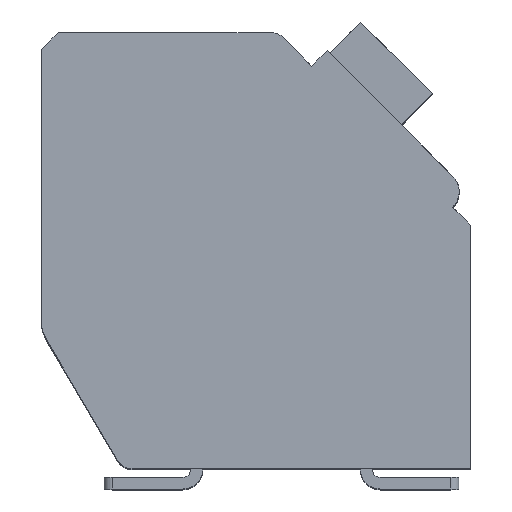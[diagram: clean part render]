
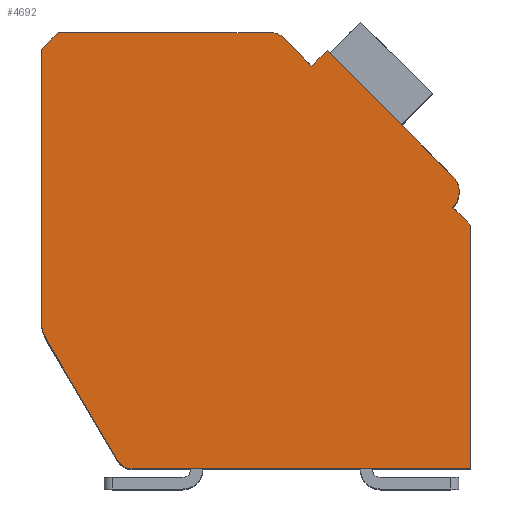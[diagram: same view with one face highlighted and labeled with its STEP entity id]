
A CAD part, top view. The second image highlights one B-rep face of the part: STEP entity #4692.
In plain terms, the highlighted planar face has unit normal (0, 0, 1).
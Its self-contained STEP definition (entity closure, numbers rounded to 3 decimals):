
#155=DIRECTION('',(0.,-1.,0.));
#156=VECTOR('',#155,8.053);
#157=CARTESIAN_POINT('',(-12.7,12.4,2.1));
#158=LINE('',#157,#156);
#159=DIRECTION('',(-0.707,-0.707,0.));
#160=VECTOR('',#159,0.707);
#161=CARTESIAN_POINT('',(-12.2,12.9,2.1));
#162=LINE('',#161,#160);
#163=DIRECTION('',(-1.,0.,0.));
#164=VECTOR('',#163,6.298);
#165=CARTESIAN_POINT('',(-5.902,12.9,2.1));
#166=LINE('',#165,#164);
#167=CARTESIAN_POINT('',(-5.902,12.4,2.1));
#168=DIRECTION('',(0.,0.,1.));
#169=DIRECTION('',(0.707,0.707,0.));
#170=AXIS2_PLACEMENT_3D('',#167,#168,#169);
#172=DIRECTION('',(-0.707,0.707,0.));
#173=VECTOR('',#172,1.197);
#174=CARTESIAN_POINT('',(-4.702,11.907,2.1));
#175=LINE('',#174,#173);
#176=DIRECTION('',(-0.707,-0.707,0.));
#177=VECTOR('',#176,0.65);
#178=CARTESIAN_POINT('',(-4.243,12.367,2.1));
#179=LINE('',#178,#177);
#180=DIRECTION('',(-0.707,0.707,0.));
#181=VECTOR('',#180,5.25);
#182=CARTESIAN_POINT('',(-0.53,8.655,2.1));
#183=LINE('',#182,#181);
#184=CARTESIAN_POINT('',(-0.99,8.195,2.1));
#185=DIRECTION('',(0.,0.,1.));
#186=DIRECTION('',(0.707,-0.707,0.));
#187=AXIS2_PLACEMENT_3D('',#184,#185,#186);
#189=DIRECTION('',(-0.707,0.707,0.));
#190=VECTOR('',#189,0.75);
#191=CARTESIAN_POINT('',(0.,7.205,2.1));
#192=LINE('',#191,#190);
#193=DIRECTION('',(0.,1.,0.));
#194=VECTOR('',#193,7.205);
#195=CARTESIAN_POINT('',(0.,0.,2.1));
#196=LINE('',#195,#194);
#197=DIRECTION('',(1.,0.,0.));
#198=VECTOR('',#197,10.014);
#199=CARTESIAN_POINT('',(-10.014,0.,2.1));
#200=LINE('',#199,#198);
#201=CARTESIAN_POINT('',(-10.014,0.5,2.1));
#202=DIRECTION('',(0.,0.,1.));
#203=DIRECTION('',(-0.862,-0.508,0.));
#204=AXIS2_PLACEMENT_3D('',#201,#202,#203);
#206=DIRECTION('',(0.508,-0.862,0.));
#207=VECTOR('',#206,4.17);
#208=CARTESIAN_POINT('',(-12.562,3.839,2.1));
#209=LINE('',#208,#207);
#210=CARTESIAN_POINT('',(-11.7,4.347,2.1));
#211=DIRECTION('',(0.,0.,1.));
#212=DIRECTION('',(-1.,0.,0.));
#213=AXIS2_PLACEMENT_3D('',#210,#211,#212);
#3488=CARTESIAN_POINT('',(-12.7,12.4,2.1));
#3489=CARTESIAN_POINT('',(-12.7,4.347,2.1));
#3490=VERTEX_POINT('',#3488);
#3491=VERTEX_POINT('',#3489);
#3492=CARTESIAN_POINT('',(-12.562,3.839,2.1));
#3493=VERTEX_POINT('',#3492);
#3494=CARTESIAN_POINT('',(-10.445,0.246,2.1));
#3495=VERTEX_POINT('',#3494);
#3496=CARTESIAN_POINT('',(-10.014,0.,2.1));
#3497=VERTEX_POINT('',#3496);
#3498=CARTESIAN_POINT('',(0.,0.,2.1));
#3499=VERTEX_POINT('',#3498);
#3500=CARTESIAN_POINT('',(0.,7.205,2.1));
#3501=VERTEX_POINT('',#3500);
#3502=CARTESIAN_POINT('',(-0.53,7.735,2.1));
#3503=VERTEX_POINT('',#3502);
#3504=CARTESIAN_POINT('',(-0.53,8.655,2.1));
#3505=VERTEX_POINT('',#3504);
#3506=CARTESIAN_POINT('',(-4.243,12.367,2.1));
#3507=VERTEX_POINT('',#3506);
#3508=CARTESIAN_POINT('',(-4.702,11.907,2.1));
#3509=VERTEX_POINT('',#3508);
#3510=CARTESIAN_POINT('',(-5.548,12.754,2.1));
#3511=VERTEX_POINT('',#3510);
#3512=CARTESIAN_POINT('',(-5.902,12.9,2.1));
#3513=VERTEX_POINT('',#3512);
#3514=CARTESIAN_POINT('',(-12.2,12.9,2.1));
#3515=VERTEX_POINT('',#3514);
#4659=CARTESIAN_POINT('',(0.,0.,2.1));
#4660=DIRECTION('',(0.,0.,1.));
#4661=DIRECTION('',(1.,0.,0.));
#4662=AXIS2_PLACEMENT_3D('',#4659,#4660,#4661);
#4663=PLANE('',#4662);
#4664=ORIENTED_EDGE('',*,*,#4550,.F.);
#4666=ORIENTED_EDGE('',*,*,#4665,.F.);
#4668=ORIENTED_EDGE('',*,*,#4667,.F.);
#4670=ORIENTED_EDGE('',*,*,#4669,.F.);
#4672=ORIENTED_EDGE('',*,*,#4671,.F.);
#4674=ORIENTED_EDGE('',*,*,#4673,.F.);
#4676=ORIENTED_EDGE('',*,*,#4675,.F.);
#4678=ORIENTED_EDGE('',*,*,#4677,.F.);
#4680=ORIENTED_EDGE('',*,*,#4679,.F.);
#4682=ORIENTED_EDGE('',*,*,#4681,.F.);
#4684=ORIENTED_EDGE('',*,*,#4683,.F.);
#4686=ORIENTED_EDGE('',*,*,#4685,.F.);
#4688=ORIENTED_EDGE('',*,*,#4687,.F.);
#4689=ORIENTED_EDGE('',*,*,#4607,.F.);
#4690=EDGE_LOOP('',(#4664,#4666,#4668,#4670,#4672,#4674,#4676,#4678,#4680,#4682,
#4684,#4686,#4688,#4689));
#4691=FACE_OUTER_BOUND('',#4690,.F.);
#171=CIRCLE('',#170,0.5);
#188=CIRCLE('',#187,0.65);
#205=CIRCLE('',#204,0.5);
#214=CIRCLE('',#213,1.);
#4550=EDGE_CURVE('',#3490,#3491,#158,.T.);
#4607=EDGE_CURVE('',#3491,#3493,#214,.T.);
#4665=EDGE_CURVE('',#3515,#3490,#162,.T.);
#4667=EDGE_CURVE('',#3513,#3515,#166,.T.);
#4669=EDGE_CURVE('',#3511,#3513,#171,.T.);
#4671=EDGE_CURVE('',#3509,#3511,#175,.T.);
#4673=EDGE_CURVE('',#3507,#3509,#179,.T.);
#4675=EDGE_CURVE('',#3505,#3507,#183,.T.);
#4677=EDGE_CURVE('',#3503,#3505,#188,.T.);
#4679=EDGE_CURVE('',#3501,#3503,#192,.T.);
#4681=EDGE_CURVE('',#3499,#3501,#196,.T.);
#4683=EDGE_CURVE('',#3497,#3499,#200,.T.);
#4685=EDGE_CURVE('',#3495,#3497,#205,.T.);
#4687=EDGE_CURVE('',#3493,#3495,#209,.T.);
#4692=ADVANCED_FACE('',(#4691),#4663,.T.);
